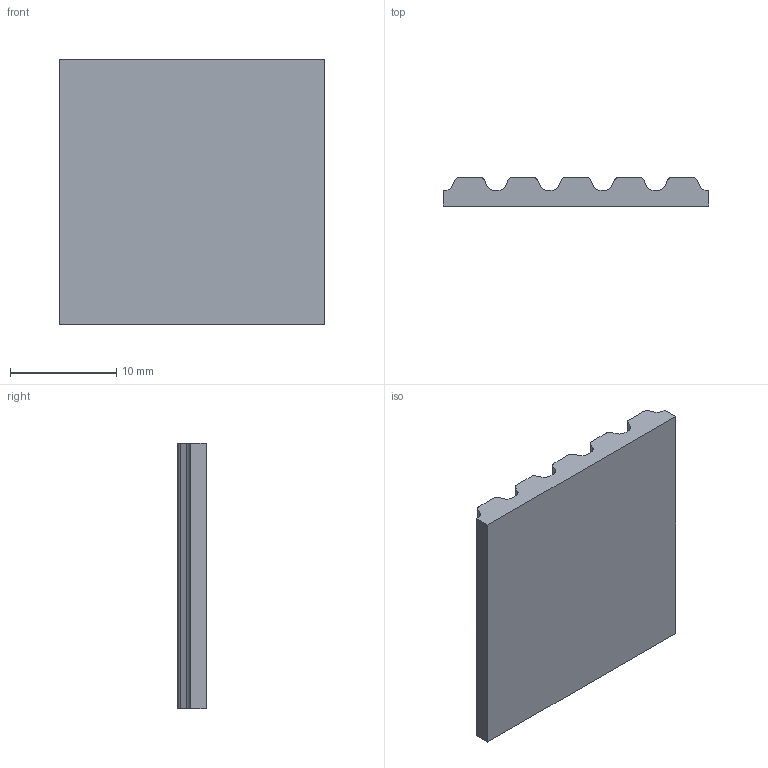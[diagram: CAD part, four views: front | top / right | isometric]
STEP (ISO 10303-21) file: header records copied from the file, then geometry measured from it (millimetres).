
FILE_DESCRIPTION(('HOOPS Exchange Step'),'2;1');
FILE_NAME('export-20B9ECFD-9763-44CD-8339-D12C2B83136F.stp','2024-02-10T16:41:09+01:00',('Engineering'),('Alibre'),'HOOPS Exchange 2021.0','Alibre','Unknown authorisation');
FILE_SCHEMA( ('AP242_MANAGED_MODEL_BASED_3D_ENGINEERING_MIM_LF {1 0 10303 442 1 1 4 }') );
Length unit declared in the file: millimetre
Products named in the file (1): 6620 AT5 25mm wide Open End Belt (Price per meter) L=25mm
Bounding box: 25 x 2.7 x 25 mm (x, y, z)
Volume: 1402.2 mm3; surface area: 1589.9 mm2
Topology: 1 solids, 1 shells, 46 faces, 132 edges, 88 vertices
Faces by surface type: plane 26, cylinder 20
Entity records: 1555 total; most frequent: CARTESIAN_POINT 268, DIRECTION 268, ORIENTED_EDGE 264, EDGE_CURVE 132, VECTOR 92, LINE 92, AXIS2_PLACEMENT_3D 88, VERTEX_POINT 88
